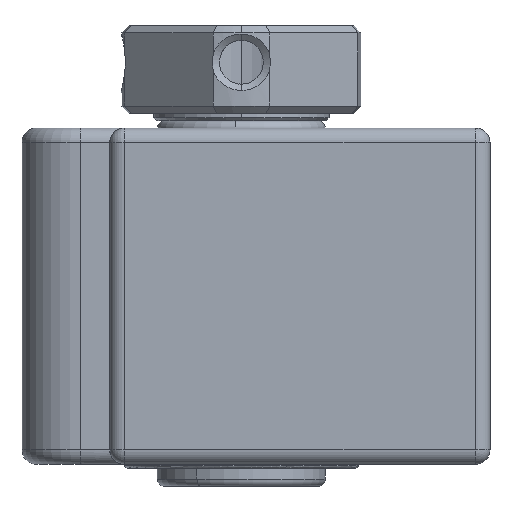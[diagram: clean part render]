
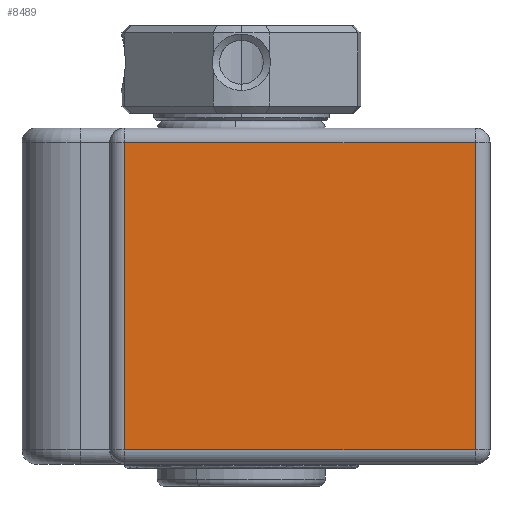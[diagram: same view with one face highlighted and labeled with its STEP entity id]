
A CAD part, left-side view. The second image highlights one B-rep face of the part: STEP entity #8489.
In plain terms, the highlighted planar face has unit normal (-1, 0, 0).
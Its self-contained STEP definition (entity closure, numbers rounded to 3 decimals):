
#462 = DIRECTION ( 'NONE',  ( 0., -1., 0. ) ) ;
#824 = EDGE_CURVE ( 'NONE', #12984, #6683, #1252, .T. ) ;
#1064 = EDGE_LOOP ( 'NONE', ( #8445, #9090, #10034, #3289 ) ) ;
#1252 = LINE ( 'NONE', #4566, #12026 ) ;
#1523 = CARTESIAN_POINT ( 'NONE',  ( -26., 10., 11.5 ) ) ;
#1558 = CARTESIAN_POINT ( 'NONE',  ( -26., -16., -10.5 ) ) ;
#2066 = EDGE_CURVE ( 'NONE', #12840, #12984, #2882, .T. ) ;
#2140 = CARTESIAN_POINT ( 'NONE',  ( -26., 9., 11.5 ) ) ;
#2203 = AXIS2_PLACEMENT_3D ( 'NONE', #1523, #3702, #10976 ) ;
#2386 = VECTOR ( 'NONE', #4188, 1000. ) ;
#2426 = DIRECTION ( 'NONE',  ( 0., 1., 0. ) ) ;
#2689 = LINE ( 'NONE', #6565, #13428 ) ;
#2882 = LINE ( 'NONE', #1558, #10864 ) ;
#3289 = ORIENTED_EDGE ( 'NONE', *, *, #11631, .T. ) ;
#3702 = DIRECTION ( 'NONE',  ( 1., 0., 0. ) ) ;
#4188 = DIRECTION ( 'NONE',  ( 0., 0., -1. ) ) ;
#4473 = CARTESIAN_POINT ( 'NONE',  ( -26., 9., -10.5 ) ) ;
#4566 = CARTESIAN_POINT ( 'NONE',  ( -26., -15., 11.5 ) ) ;
#6565 = CARTESIAN_POINT ( 'NONE',  ( -26., 10., 10.5 ) ) ;
#6683 = VERTEX_POINT ( 'NONE', #11781 ) ;
#6945 = VERTEX_POINT ( 'NONE', #13456 ) ;
#7816 = PLANE ( 'NONE',  #2203 ) ;
#8445 = ORIENTED_EDGE ( 'NONE', *, *, #2066, .T. ) ;
#8489 = ADVANCED_FACE ( 'NONE', ( #13202 ), #7816, .F. ) ;
#9090 = ORIENTED_EDGE ( 'NONE', *, *, #824, .T. ) ;
#9930 = CARTESIAN_POINT ( 'NONE',  ( -26., -15., -10.5 ) ) ;
#10034 = ORIENTED_EDGE ( 'NONE', *, *, #12846, .T. ) ;
#10864 = VECTOR ( 'NONE', #462, 1000. ) ;
#10976 = DIRECTION ( 'NONE',  ( 0., 1., 0. ) ) ;
#11019 = LINE ( 'NONE', #2140, #2386 ) ;
#11631 = EDGE_CURVE ( 'NONE', #6945, #12840, #11019, .T. ) ;
#11781 = CARTESIAN_POINT ( 'NONE',  ( -26., -15., 10.5 ) ) ;
#11845 = DIRECTION ( 'NONE',  ( 0., 0., 1. ) ) ;
#12026 = VECTOR ( 'NONE', #11845, 1000. ) ;
#12840 = VERTEX_POINT ( 'NONE', #4473 ) ;
#12846 = EDGE_CURVE ( 'NONE', #6683, #6945, #2689, .T. ) ;
#12984 = VERTEX_POINT ( 'NONE', #9930 ) ;
#13202 = FACE_OUTER_BOUND ( 'NONE', #1064, .T. ) ;
#13428 = VECTOR ( 'NONE', #2426, 1000. ) ;
#13456 = CARTESIAN_POINT ( 'NONE',  ( -26., 9., 10.5 ) ) ;
